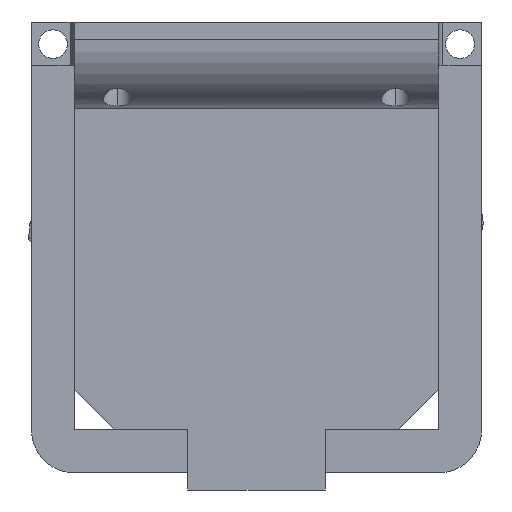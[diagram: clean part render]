
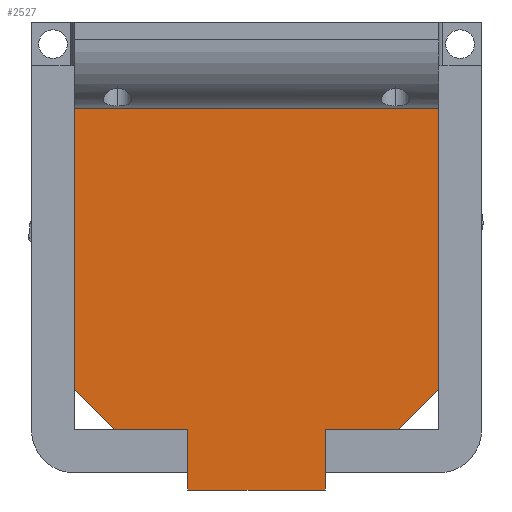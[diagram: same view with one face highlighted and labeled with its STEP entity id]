
A CAD part, front view. The second image highlights one B-rep face of the part: STEP entity #2527.
In plain terms, the highlighted face is planar.
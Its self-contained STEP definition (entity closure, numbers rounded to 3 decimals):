
#2018=DIRECTION('',(-1.,0.,0.));
#2019=VECTOR('',#2018,8.5);
#2020=CARTESIAN_POINT('',(37.65,42.3,0.));
#2021=LINE('',#2020,#2019);
#2022=DIRECTION('',(0.,-1.,0.));
#2023=VECTOR('',#2022,7.);
#2024=CARTESIAN_POINT('',(29.15,49.3,0.));
#2025=LINE('',#2024,#2023);
#2026=DIRECTION('',(1.,0.,0.));
#2027=VECTOR('',#2026,16.);
#2028=CARTESIAN_POINT('',(13.15,49.3,0.));
#2029=LINE('',#2028,#2027);
#2030=DIRECTION('',(0.,1.,0.));
#2031=VECTOR('',#2030,7.);
#2032=CARTESIAN_POINT('',(13.15,42.3,0.));
#2033=LINE('',#2032,#2031);
#2034=DIRECTION('',(-1.,0.,0.));
#2035=VECTOR('',#2034,8.5);
#2036=CARTESIAN_POINT('',(13.15,42.3,0.));
#2037=LINE('',#2036,#2035);
#2038=DIRECTION('',(-0.707,-0.707,0.));
#2039=VECTOR('',#2038,6.576);
#2040=CARTESIAN_POINT('',(4.65,42.3,0.));
#2041=LINE('',#2040,#2039);
#2042=DIRECTION('',(0.,-1.,0.));
#2043=VECTOR('',#2042,33.);
#2044=CARTESIAN_POINT('',(0.,37.65,0.));
#2045=LINE('',#2044,#2043);
#2046=DIRECTION('',(0.707,-0.707,0.));
#2047=VECTOR('',#2046,6.576);
#2048=CARTESIAN_POINT('',(0.,4.65,0.));
#2049=LINE('',#2048,#2047);
#2050=DIRECTION('',(1.,0.,0.));
#2051=VECTOR('',#2050,33.);
#2052=CARTESIAN_POINT('',(4.65,0.,0.));
#2053=LINE('',#2052,#2051);
#2054=DIRECTION('',(0.707,0.707,0.));
#2055=VECTOR('',#2054,6.576);
#2056=CARTESIAN_POINT('',(37.65,0.,0.));
#2057=LINE('',#2056,#2055);
#2058=DIRECTION('',(0.,1.,0.));
#2059=VECTOR('',#2058,33.);
#2060=CARTESIAN_POINT('',(42.3,4.65,0.));
#2061=LINE('',#2060,#2059);
#2062=DIRECTION('',(-0.707,0.707,0.));
#2063=VECTOR('',#2062,6.576);
#2064=CARTESIAN_POINT('',(42.3,37.65,0.));
#2065=LINE('',#2064,#2063);
#2384=CARTESIAN_POINT('',(4.65,0.,0.));
#2385=CARTESIAN_POINT('',(37.65,0.,0.));
#2386=VERTEX_POINT('',#2384);
#2387=VERTEX_POINT('',#2385);
#2388=CARTESIAN_POINT('',(42.3,4.65,0.));
#2389=VERTEX_POINT('',#2388);
#2390=CARTESIAN_POINT('',(42.3,37.65,0.));
#2391=VERTEX_POINT('',#2390);
#2392=CARTESIAN_POINT('',(37.65,42.3,0.));
#2393=VERTEX_POINT('',#2392);
#2394=CARTESIAN_POINT('',(4.65,42.3,0.));
#2395=CARTESIAN_POINT('',(0.,37.65,0.));
#2396=VERTEX_POINT('',#2394);
#2397=VERTEX_POINT('',#2395);
#2398=CARTESIAN_POINT('',(0.,4.65,0.));
#2399=VERTEX_POINT('',#2398);
#2472=CARTESIAN_POINT('',(13.15,49.3,0.));
#2473=CARTESIAN_POINT('',(29.15,49.3,0.));
#2474=VERTEX_POINT('',#2472);
#2475=VERTEX_POINT('',#2473);
#2484=CARTESIAN_POINT('',(13.15,42.3,0.));
#2485=VERTEX_POINT('',#2484);
#2486=CARTESIAN_POINT('',(29.15,42.3,0.));
#2487=VERTEX_POINT('',#2486);
#2496=CARTESIAN_POINT('',(0.,0.,0.));
#2497=DIRECTION('',(0.,0.,1.));
#2498=DIRECTION('',(1.,0.,0.));
#2499=AXIS2_PLACEMENT_3D('',#2496,#2497,#2498);
#2500=PLANE('',#2499);
#2502=ORIENTED_EDGE('',*,*,#2501,.T.);
#2504=ORIENTED_EDGE('',*,*,#2503,.F.);
#2506=ORIENTED_EDGE('',*,*,#2505,.F.);
#2508=ORIENTED_EDGE('',*,*,#2507,.F.);
#2510=ORIENTED_EDGE('',*,*,#2509,.T.);
#2512=ORIENTED_EDGE('',*,*,#2511,.T.);
#2514=ORIENTED_EDGE('',*,*,#2513,.T.);
#2516=ORIENTED_EDGE('',*,*,#2515,.T.);
#2518=ORIENTED_EDGE('',*,*,#2517,.T.);
#2520=ORIENTED_EDGE('',*,*,#2519,.T.);
#2522=ORIENTED_EDGE('',*,*,#2521,.T.);
#2524=ORIENTED_EDGE('',*,*,#2523,.T.);
#2525=EDGE_LOOP('',(#2502,#2504,#2506,#2508,#2510,#2512,#2514,#2516,#2518,#2520,
#2522,#2524));
#2526=FACE_OUTER_BOUND('',#2525,.F.);
#2527=ADVANCED_FACE('',(#2526),#2500,.F.);
#2501=EDGE_CURVE('',#2393,#2487,#2021,.T.);
#2503=EDGE_CURVE('',#2475,#2487,#2025,.T.);
#2505=EDGE_CURVE('',#2474,#2475,#2029,.T.);
#2507=EDGE_CURVE('',#2485,#2474,#2033,.T.);
#2509=EDGE_CURVE('',#2485,#2396,#2037,.T.);
#2511=EDGE_CURVE('',#2396,#2397,#2041,.T.);
#2513=EDGE_CURVE('',#2397,#2399,#2045,.T.);
#2515=EDGE_CURVE('',#2399,#2386,#2049,.T.);
#2517=EDGE_CURVE('',#2386,#2387,#2053,.T.);
#2519=EDGE_CURVE('',#2387,#2389,#2057,.T.);
#2521=EDGE_CURVE('',#2389,#2391,#2061,.T.);
#2523=EDGE_CURVE('',#2391,#2393,#2065,.T.);
